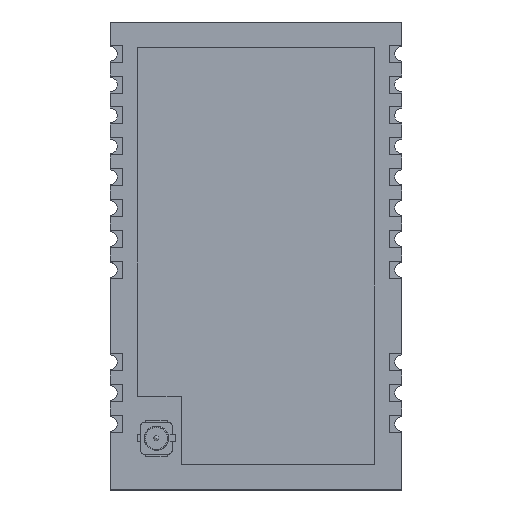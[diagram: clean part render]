
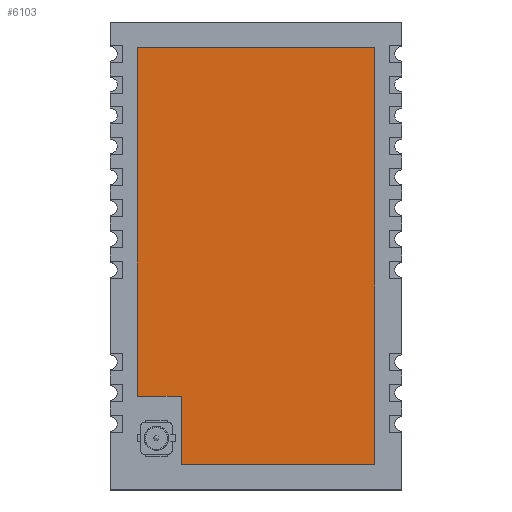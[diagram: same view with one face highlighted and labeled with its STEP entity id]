
A CAD part, top view. The second image highlights one B-rep face of the part: STEP entity #6103.
In plain terms, the highlighted planar face has unit normal (0, 0, 1).
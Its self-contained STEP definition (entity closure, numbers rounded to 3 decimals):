
#204=PLANE('',#6520);
#775=LINE('',#9289,#1554);
#777=LINE('',#9293,#1556);
#779=LINE('',#9297,#1558);
#781=LINE('',#9301,#1560);
#783=LINE('',#9305,#1562);
#785=LINE('',#9308,#1564);
#1554=VECTOR('',#7554,10.);
#1556=VECTOR('',#7558,10.);
#1558=VECTOR('',#7562,10.);
#1560=VECTOR('',#7566,10.);
#1562=VECTOR('',#7570,10.);
#1564=VECTOR('',#7574,10.);
#2113=FACE_OUTER_BOUND('',#2460,.T.);
#2460=EDGE_LOOP('',(#5068,#5069,#5070,#5071,#5072,#5073));
#3019=VERTEX_POINT('',#9286);
#3020=VERTEX_POINT('',#9288);
#3021=VERTEX_POINT('',#9292);
#3022=VERTEX_POINT('',#9296);
#3023=VERTEX_POINT('',#9300);
#3024=VERTEX_POINT('',#9304);
#3741=EDGE_CURVE('',#3020,#3019,#775,.T.);
#3743=EDGE_CURVE('',#3021,#3020,#777,.T.);
#3745=EDGE_CURVE('',#3022,#3021,#779,.T.);
#3747=EDGE_CURVE('',#3023,#3022,#781,.T.);
#3749=EDGE_CURVE('',#3024,#3023,#783,.T.);
#3751=EDGE_CURVE('',#3019,#3024,#785,.T.);
#5068=ORIENTED_EDGE('',*,*,#3751,.T.);
#5069=ORIENTED_EDGE('',*,*,#3749,.T.);
#5070=ORIENTED_EDGE('',*,*,#3747,.T.);
#5071=ORIENTED_EDGE('',*,*,#3745,.T.);
#5072=ORIENTED_EDGE('',*,*,#3743,.T.);
#5073=ORIENTED_EDGE('',*,*,#3741,.T.);
#6103=ADVANCED_FACE('',(#2113),#204,.T.);
#6520=AXIS2_PLACEMENT_3D('',#9309,#7575,#7576);
#7554=DIRECTION('',(1.,0.,0.));
#7558=DIRECTION('',(0.,-1.,0.));
#7562=DIRECTION('',(-1.,0.,0.));
#7566=DIRECTION('',(0.,1.,0.));
#7570=DIRECTION('',(1.,0.,0.));
#7574=DIRECTION('',(0.,-1.,0.));
#7575=DIRECTION('center_axis',(0.,0.,1.));
#7576=DIRECTION('ref_axis',(1.,0.,0.));
#9286=CARTESIAN_POINT('',(-6.15,-11.55,3.87));
#9288=CARTESIAN_POINT('',(-9.75,-11.55,3.87));
#9289=CARTESIAN_POINT('',(-6.15,-11.55,3.87));
#9292=CARTESIAN_POINT('',(-9.75,17.15,3.87));
#9293=CARTESIAN_POINT('',(-9.75,-17.15,3.87));
#9296=CARTESIAN_POINT('',(9.75,17.15,3.87));
#9297=CARTESIAN_POINT('',(-9.75,17.15,3.87));
#9300=CARTESIAN_POINT('',(9.75,-17.15,3.87));
#9301=CARTESIAN_POINT('',(9.75,17.15,3.87));
#9304=CARTESIAN_POINT('',(-6.15,-17.15,3.87));
#9305=CARTESIAN_POINT('',(9.75,-17.15,3.87));
#9308=CARTESIAN_POINT('',(-6.15,-17.15,3.87));
#9309=CARTESIAN_POINT('Origin',(0.,0.,3.87));
